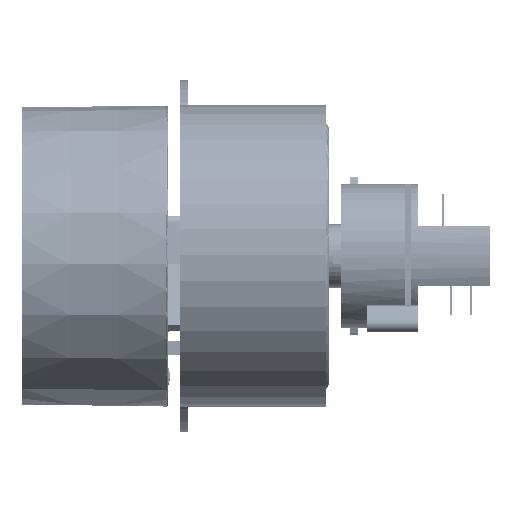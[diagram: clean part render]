
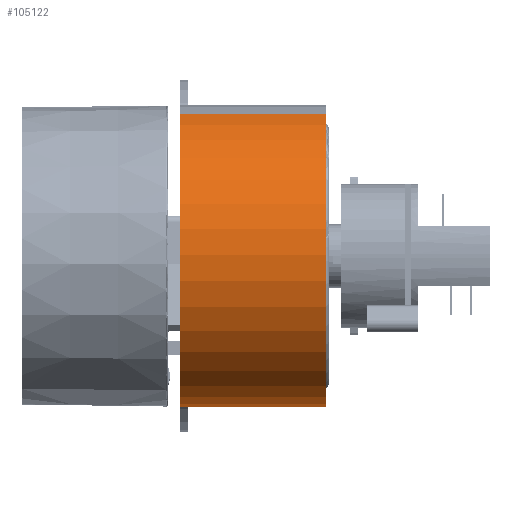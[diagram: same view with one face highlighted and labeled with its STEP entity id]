
A CAD part, left-side view. The second image highlights one B-rep face of the part: STEP entity #105122.
In plain terms, the highlighted cylindrical face has radius 35.5 mm (diameter 71 mm), a partial arc.
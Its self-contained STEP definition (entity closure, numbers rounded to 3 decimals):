
#5731 = ORIENTED_EDGE ( 'NONE', *, *, #72423, .F. ) ;
#7886 = CARTESIAN_POINT ( 'NONE',  ( 0., 0., 0. ) ) ;
#9781 = VERTEX_POINT ( 'NONE', #29550 ) ;
#18036 = DIRECTION ( 'NONE',  ( 0., 0., -1. ) ) ;
#19474 = VERTEX_POINT ( 'NONE', #97755 ) ;
#24407 = CARTESIAN_POINT ( 'NONE',  ( 0., 0., -35.5 ) ) ;
#27947 = CARTESIAN_POINT ( 'NONE',  ( 0., 34.5, 0. ) ) ;
#29550 = CARTESIAN_POINT ( 'NONE',  ( 0., 0., -35.5 ) ) ;
#30828 = ORIENTED_EDGE ( 'NONE', *, *, #116170, .T. ) ;
#34532 = DIRECTION ( 'NONE',  ( 0., -1., 0. ) ) ;
#34768 = LINE ( 'NONE', #24407, #61582 ) ;
#36757 = LINE ( 'NONE', #111661, #114207 ) ;
#38067 = DIRECTION ( 'NONE',  ( 0., 0., -1. ) ) ;
#40370 = CIRCLE ( 'NONE', #83189, 35.5 ) ;
#49114 = DIRECTION ( 'NONE',  ( 0., 0., -1. ) ) ;
#51175 = DIRECTION ( 'NONE',  ( 0., -1., 0. ) ) ;
#55797 = EDGE_LOOP ( 'NONE', ( #5731, #80272, #81307, #30828 ) ) ;
#61582 = VECTOR ( 'NONE', #34532, 1000. ) ;
#61914 = CARTESIAN_POINT ( 'NONE',  ( 0., 34.5, 35.5 ) ) ;
#72423 = EDGE_CURVE ( 'NONE', #119404, #74121, #36757, .T. ) ;
#74121 = VERTEX_POINT ( 'NONE', #125695 ) ;
#76368 = FACE_OUTER_BOUND ( 'NONE', #55797, .T. ) ;
#77975 = EDGE_CURVE ( 'NONE', #19474, #9781, #34768, .T. ) ;
#78452 = DIRECTION ( 'NONE',  ( 0., 1., 0. ) ) ;
#80272 = ORIENTED_EDGE ( 'NONE', *, *, #115580, .T. ) ;
#81307 = ORIENTED_EDGE ( 'NONE', *, *, #77975, .T. ) ;
#82418 = AXIS2_PLACEMENT_3D ( 'NONE', #7886, #78452, #18036 ) ;
#83189 = AXIS2_PLACEMENT_3D ( 'NONE', #27947, #98518, #38067 ) ;
#87532 = CIRCLE ( 'NONE', #82418, 35.5 ) ;
#90597 = CYLINDRICAL_SURFACE ( 'NONE', #120879, 35.5 ) ;
#97755 = CARTESIAN_POINT ( 'NONE',  ( 0., 34.5, -35.5 ) ) ;
#98518 = DIRECTION ( 'NONE',  ( 0., -1., 0. ) ) ;
#105122 = ADVANCED_FACE ( 'NONE', ( #76368 ), #90597, .T. ) ;
#111661 = CARTESIAN_POINT ( 'NONE',  ( 0., 0., 35.5 ) ) ;
#114207 = VECTOR ( 'NONE', #51175, 1000. ) ;
#115580 = EDGE_CURVE ( 'NONE', #119404, #19474, #40370, .T. ) ;
#116170 = EDGE_CURVE ( 'NONE', #9781, #74121, #87532, .T. ) ;
#118876 = DIRECTION ( 'NONE',  ( 0., -1., 0. ) ) ;
#119404 = VERTEX_POINT ( 'NONE', #61914 ) ;
#120879 = AXIS2_PLACEMENT_3D ( 'NONE', #129471, #118876, #49114 ) ;
#125695 = CARTESIAN_POINT ( 'NONE',  ( 0., 0., 35.5 ) ) ;
#129471 = CARTESIAN_POINT ( 'NONE',  ( 0., 0., 0. ) ) ;
